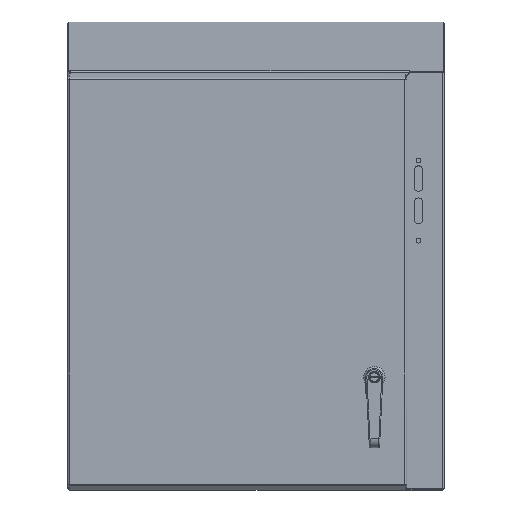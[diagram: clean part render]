
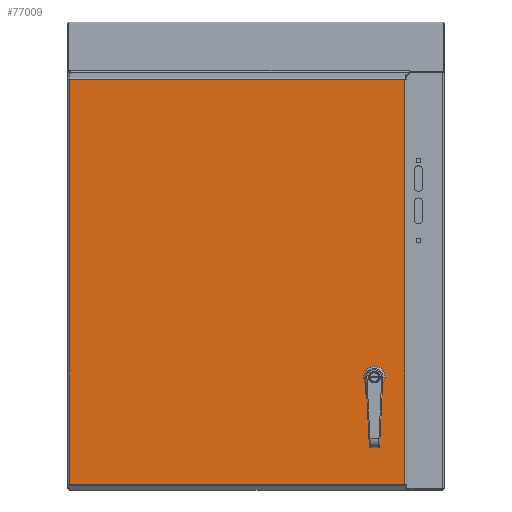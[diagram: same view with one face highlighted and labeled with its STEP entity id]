
A CAD part, top view. The second image highlights one B-rep face of the part: STEP entity #77009.
In plain terms, the highlighted planar face has unit normal (0, 0, 1).
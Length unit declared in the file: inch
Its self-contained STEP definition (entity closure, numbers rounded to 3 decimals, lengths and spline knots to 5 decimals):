
#1251 = EDGE_CURVE ( 'NONE', #98132, #19416, #15931, .T. ) ;
#4310 = CARTESIAN_POINT ( 'NONE',  ( 6.51432, -7.30748, 8.8865 ) ) ;
#4700 = ORIENTED_EDGE ( 'NONE', *, *, #6691, .T. ) ;
#5378 = CARTESIAN_POINT ( 'NONE',  ( 6.51432, -1.51683, 8.8865 ) ) ;
#5470 = VECTOR ( 'NONE', #88317, 39.37008 ) ;
#5830 = CARTESIAN_POINT ( 'NONE',  ( 7.31332, -1.51683, 8.8865 ) ) ;
#5923 = EDGE_CURVE ( 'NONE', #118626, #30284, #93514, .T. ) ;
#6077 = EDGE_CURVE ( 'NONE', #13857, #98132, #25742, .T. ) ;
#6691 = EDGE_CURVE ( 'NONE', #71912, #50323, #62944, .T. ) ;
#7050 = CARTESIAN_POINT ( 'NONE',  ( -1.09243, -1.51683, 8.8865 ) ) ;
#9770 = CARTESIAN_POINT ( 'NONE',  ( 7.31332, -6.88035, 8.8865 ) ) ;
#10879 = CIRCLE ( 'NONE', #77298, 0.453 ) ;
#11101 = AXIS2_PLACEMENT_3D ( 'NONE', #95475, #86166, #105190 ) ;
#13857 = VERTEX_POINT ( 'NONE', #4310 ) ;
#15094 = CARTESIAN_POINT ( 'NONE',  ( -1.09243, 10.30634, 8.8865 ) ) ;
#15425 = EDGE_CURVE ( 'NONE', #67479, #13857, #76318, .T. ) ;
#15931 = CIRCLE ( 'NONE', #35873, 0.453 ) ;
#17387 = EDGE_CURVE ( 'NONE', #82332, #71912, #73089, .T. ) ;
#18323 = CARTESIAN_POINT ( 'NONE',  ( -1.09243, -13.34001, 8.8865 ) ) ;
#18679 = VECTOR ( 'NONE', #105975, 39.37008 ) ;
#19416 = VERTEX_POINT ( 'NONE', #47508 ) ;
#19715 = LINE ( 'NONE', #5830, #32602 ) ;
#21730 = CARTESIAN_POINT ( 'NONE',  ( -10.89343, -1.51683, 8.8865 ) ) ;
#23228 = ORIENTED_EDGE ( 'NONE', *, *, #6077, .T. ) ;
#25742 = LINE ( 'NONE', #5378, #18679 ) ;
#26588 = LINE ( 'NONE', #28740, #56949 ) ;
#27733 = AXIS2_PLACEMENT_3D ( 'NONE', #7050, #89884, #51677 ) ;
#28740 = CARTESIAN_POINT ( 'NONE',  ( -1.09243, -7.49341, 8.8865 ) ) ;
#29585 = FACE_OUTER_BOUND ( 'NONE', #40762, .T. ) ;
#30284 = VERTEX_POINT ( 'NONE', #105393 ) ;
#32602 = VECTOR ( 'NONE', #98745, 39.37008 ) ;
#32751 = CARTESIAN_POINT ( 'NONE',  ( 6.91382, -7.09391, 8.8865 ) ) ;
#33157 = ORIENTED_EDGE ( 'NONE', *, *, #15425, .T. ) ;
#35310 = EDGE_CURVE ( 'NONE', #75697, #118626, #19715, .T. ) ;
#35771 = ORIENTED_EDGE ( 'NONE', *, *, #97791, .T. ) ;
#35873 = AXIS2_PLACEMENT_3D ( 'NONE', #39608, #85099, #76273 ) ;
#36126 = EDGE_CURVE ( 'NONE', #19416, #47350, #76781, .T. ) ;
#39608 = CARTESIAN_POINT ( 'NONE',  ( 6.91379, -7.09396, 8.8865 ) ) ;
#40139 = DIRECTION ( 'NONE',  ( -1., 0., 0. ) ) ;
#40762 = EDGE_LOOP ( 'NONE', ( #4700, #72152, #45061, #69147 ) ) ;
#42257 = VECTOR ( 'NONE', #42647, 39.37008 ) ;
#42647 = DIRECTION ( 'NONE',  ( 1., 0., 0. ) ) ;
#44563 = ORIENTED_EDGE ( 'NONE', *, *, #111627, .T. ) ;
#45061 = ORIENTED_EDGE ( 'NONE', *, *, #45372, .T. ) ;
#45069 = CARTESIAN_POINT ( 'NONE',  ( 7.31332, -7.30748, 8.8865 ) ) ;
#45372 = EDGE_CURVE ( 'NONE', #67024, #82332, #77257, .T. ) ;
#46460 = DIRECTION ( 'NONE',  ( 1., 0., 0. ) ) ;
#47350 = VERTEX_POINT ( 'NONE', #61684 ) ;
#47508 = CARTESIAN_POINT ( 'NONE',  ( 6.70032, -6.69441, 8.8865 ) ) ;
#50323 = VERTEX_POINT ( 'NONE', #55332 ) ;
#51275 = FACE_BOUND ( 'NONE', #67820, .T. ) ;
#51677 = DIRECTION ( 'NONE',  ( 1., 0., 0. ) ) ;
#54542 = CARTESIAN_POINT ( 'NONE',  ( 6.70026, -7.49341, 8.8865 ) ) ;
#55332 = CARTESIAN_POINT ( 'NONE',  ( -10.89343, 10.30634, 8.8865 ) ) ;
#55910 = ORIENTED_EDGE ( 'NONE', *, *, #5923, .T. ) ;
#56949 = VECTOR ( 'NONE', #75521, 39.37008 ) ;
#60554 = ORIENTED_EDGE ( 'NONE', *, *, #1251, .T. ) ;
#61410 = VECTOR ( 'NONE', #46460, 39.37008 ) ;
#61684 = CARTESIAN_POINT ( 'NONE',  ( 7.12744, -6.69441, 8.8865 ) ) ;
#62076 = PLANE ( 'NONE',  #27733 ) ;
#62944 = LINE ( 'NONE', #15094, #5470 ) ;
#64376 = CARTESIAN_POINT ( 'NONE',  ( 8.70857, -1.51683, 8.8865 ) ) ;
#66682 = DIRECTION ( 'NONE',  ( 0., 0., -1. ) ) ;
#67024 = VERTEX_POINT ( 'NONE', #95680 ) ;
#67479 = VERTEX_POINT ( 'NONE', #54542 ) ;
#67820 = EDGE_LOOP ( 'NONE', ( #60554, #67872, #35771, #70817, #55910, #44563, #33157, #23228 ) ) ;
#67872 = ORIENTED_EDGE ( 'NONE', *, *, #36126, .T. ) ;
#69147 = ORIENTED_EDGE ( 'NONE', *, *, #17387, .T. ) ;
#70817 = ORIENTED_EDGE ( 'NONE', *, *, #35310, .T. ) ;
#71441 = EDGE_CURVE ( 'NONE', #50323, #67024, #107038, .T. ) ;
#71912 = VERTEX_POINT ( 'NONE', #91838 ) ;
#71951 = CARTESIAN_POINT ( 'NONE',  ( -1.09243, -6.69441, 8.8865 ) ) ;
#72152 = ORIENTED_EDGE ( 'NONE', *, *, #71441, .T. ) ;
#73089 = LINE ( 'NONE', #64376, #117760 ) ;
#75521 = DIRECTION ( 'NONE',  ( -1., 0., 0. ) ) ;
#75697 = VERTEX_POINT ( 'NONE', #9770 ) ;
#76273 = DIRECTION ( 'NONE',  ( -1., 0., 0. ) ) ;
#76318 = CIRCLE ( 'NONE', #101217, 0.453 ) ;
#76781 = LINE ( 'NONE', #71951, #42257 ) ;
#77009 = ADVANCED_FACE ( 'NONE', ( #29585, #51275 ), #62076, .T. ) ;
#77257 = LINE ( 'NONE', #18323, #61410 ) ;
#77298 = AXIS2_PLACEMENT_3D ( 'NONE', #104253, #66682, #40139 ) ;
#79481 = DIRECTION ( 'NONE',  ( -1., 0., 0. ) ) ;
#82332 = VERTEX_POINT ( 'NONE', #104731 ) ;
#85099 = DIRECTION ( 'NONE',  ( 0., 0., -1. ) ) ;
#86166 = DIRECTION ( 'NONE',  ( 0., 0., -1. ) ) ;
#88317 = DIRECTION ( 'NONE',  ( -1., 0., 0. ) ) ;
#88940 = DIRECTION ( 'NONE',  ( 0., -1., 0. ) ) ;
#89884 = DIRECTION ( 'NONE',  ( 0., 0., 1. ) ) ;
#91129 = VECTOR ( 'NONE', #88940, 39.37008 ) ;
#91838 = CARTESIAN_POINT ( 'NONE',  ( 8.70857, 10.30634, 8.8865 ) ) ;
#93514 = CIRCLE ( 'NONE', #11101, 0.453 ) ;
#95475 = CARTESIAN_POINT ( 'NONE',  ( 6.91382, -7.09391, 8.8865 ) ) ;
#95680 = CARTESIAN_POINT ( 'NONE',  ( -10.89343, -13.34001, 8.8865 ) ) ;
#97791 = EDGE_CURVE ( 'NONE', #47350, #75697, #10879, .T. ) ;
#98132 = VERTEX_POINT ( 'NONE', #99323 ) ;
#98445 = DIRECTION ( 'NONE',  ( 0., 0., -1. ) ) ;
#98745 = DIRECTION ( 'NONE',  ( 0., -1., 0. ) ) ;
#99323 = CARTESIAN_POINT ( 'NONE',  ( 6.51432, -6.88035, 8.8865 ) ) ;
#99563 = DIRECTION ( 'NONE',  ( 0., 1., 0. ) ) ;
#101217 = AXIS2_PLACEMENT_3D ( 'NONE', #32751, #98445, #79481 ) ;
#104253 = CARTESIAN_POINT ( 'NONE',  ( 6.91379, -7.09387, 8.8865 ) ) ;
#104731 = CARTESIAN_POINT ( 'NONE',  ( 8.70857, -13.34001, 8.8865 ) ) ;
#105190 = DIRECTION ( 'NONE',  ( -1., 0., 0. ) ) ;
#105393 = CARTESIAN_POINT ( 'NONE',  ( 7.12738, -7.49341, 8.8865 ) ) ;
#105975 = DIRECTION ( 'NONE',  ( 0., 1., 0. ) ) ;
#107038 = LINE ( 'NONE', #21730, #91129 ) ;
#111627 = EDGE_CURVE ( 'NONE', #30284, #67479, #26588, .T. ) ;
#117760 = VECTOR ( 'NONE', #99563, 39.37008 ) ;
#118626 = VERTEX_POINT ( 'NONE', #45069 ) ;
